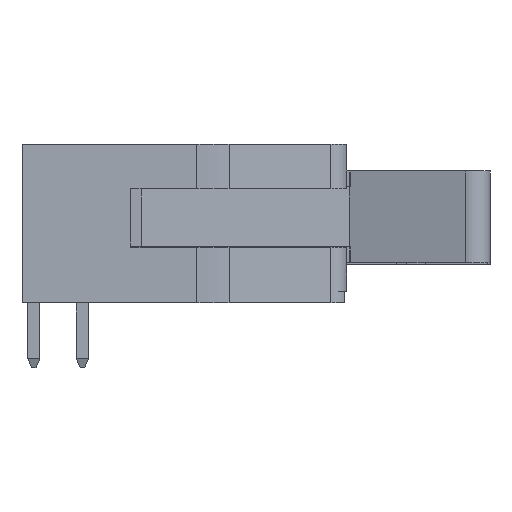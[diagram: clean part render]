
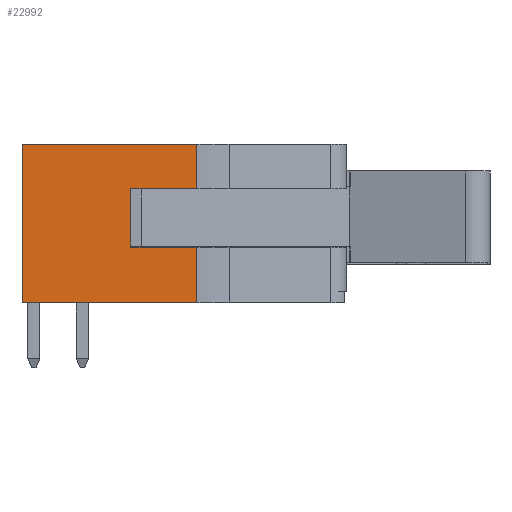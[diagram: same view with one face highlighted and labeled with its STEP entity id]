
A CAD part, front view. The second image highlights one B-rep face of the part: STEP entity #22992.
In plain terms, the highlighted face is planar.
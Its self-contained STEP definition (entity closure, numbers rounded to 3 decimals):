
#1740=ORIENTED_EDGE('',*,*,#7983,.F.);
#1741=ORIENTED_EDGE('',*,*,#7984,.F.);
#1742=ORIENTED_EDGE('',*,*,#7985,.T.);
#1743=ORIENTED_EDGE('',*,*,#7945,.F.);
#1744=ORIENTED_EDGE('',*,*,#7986,.T.);
#1745=ORIENTED_EDGE('',*,*,#7987,.T.);
#1746=ORIENTED_EDGE('',*,*,#7988,.F.);
#1747=ORIENTED_EDGE('',*,*,#7228,.F.);
#7228=EDGE_CURVE('',#10558,#10559,#12649,.T.);
#7945=EDGE_CURVE('',#10991,#10988,#13333,.T.);
#7983=EDGE_CURVE('',#11014,#10558,#13365,.T.);
#7984=EDGE_CURVE('',#11015,#11014,#13366,.T.);
#7985=EDGE_CURVE('',#11015,#10988,#13367,.T.);
#7986=EDGE_CURVE('',#10991,#11016,#13368,.T.);
#7987=EDGE_CURVE('',#11016,#11017,#13369,.T.);
#7988=EDGE_CURVE('',#10559,#11017,#13370,.T.);
#10558=VERTEX_POINT('',#32777);
#10559=VERTEX_POINT('',#32779);
#10988=VERTEX_POINT('',#34115);
#10991=VERTEX_POINT('',#34120);
#11014=VERTEX_POINT('',#34193);
#11015=VERTEX_POINT('',#34195);
#11016=VERTEX_POINT('',#34198);
#11017=VERTEX_POINT('',#34200);
#12649=LINE('',#32778,#15794);
#13333=LINE('',#34121,#16478);
#13365=LINE('',#34192,#16510);
#13366=LINE('',#34194,#16511);
#13367=LINE('',#34196,#16512);
#13368=LINE('',#34197,#16513);
#13369=LINE('',#34199,#16514);
#13370=LINE('',#34201,#16515);
#15794=VECTOR('',#26431,1000.);
#16478=VECTOR('',#27567,1000.);
#16510=VECTOR('',#27633,1000.);
#16511=VECTOR('',#27634,1000.);
#16512=VECTOR('',#27635,1000.);
#16513=VECTOR('',#27636,1000.);
#16514=VECTOR('',#27637,1000.);
#16515=VECTOR('',#27638,1000.);
#18953=EDGE_LOOP('',(#1740,#1741,#1742,#1743,#1744,#1745,#1746,#1747));
#20360=FACE_BOUND('',#18953,.T.);
#21747=PLANE('',#24834);
#22992=ADVANCED_FACE('',(#20360),#21747,.T.);
#24834=AXIS2_PLACEMENT_3D('',#34191,#27631,#27632);
#26431=DIRECTION('',(0.,1.,0.));
#27567=DIRECTION('',(0.,1.,0.));
#27631=DIRECTION('',(1.,0.,0.));
#27632=DIRECTION('',(0.,0.,-1.));
#27633=DIRECTION('',(0.,0.,1.));
#27634=DIRECTION('',(0.,1.,0.));
#27635=DIRECTION('',(0.,0.,1.));
#27636=DIRECTION('',(0.,0.,-1.));
#27637=DIRECTION('',(0.,1.,0.));
#27638=DIRECTION('',(0.,0.,-1.));
#32777=CARTESIAN_POINT('',(41.5,1.225,4.149));
#32778=CARTESIAN_POINT('',(41.5,-4.15,4.149));
#32779=CARTESIAN_POINT('',(41.5,4.15,4.149));
#34115=CARTESIAN_POINT('',(41.5,-1.825,4.149));
#34120=CARTESIAN_POINT('',(41.5,-4.15,4.149));
#34121=CARTESIAN_POINT('',(41.5,-4.15,4.149));
#34191=CARTESIAN_POINT('',(41.5,-4.15,5.));
#34192=CARTESIAN_POINT('',(41.5,1.225,0.7));
#34193=CARTESIAN_POINT('',(41.5,1.225,0.7));
#34194=CARTESIAN_POINT('',(41.5,-1.825,0.7));
#34195=CARTESIAN_POINT('',(41.5,-1.825,0.7));
#34196=CARTESIAN_POINT('',(41.5,-1.825,0.7));
#34197=CARTESIAN_POINT('',(41.5,-4.15,5.));
#34198=CARTESIAN_POINT('',(41.5,-4.15,-5.));
#34199=CARTESIAN_POINT('',(41.5,-4.15,-5.));
#34200=CARTESIAN_POINT('',(41.5,4.15,-5.));
#34201=CARTESIAN_POINT('',(41.5,4.15,5.));
